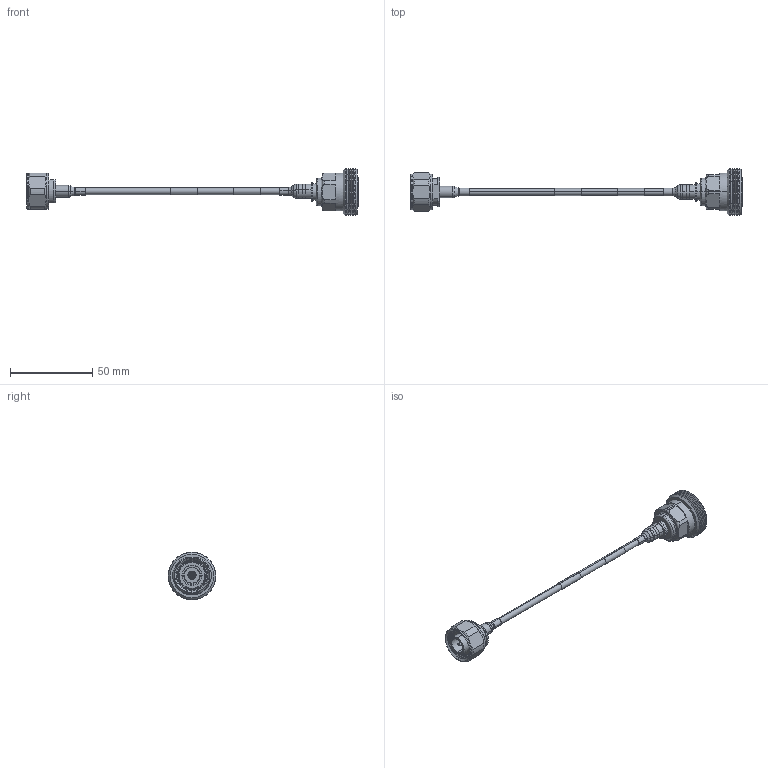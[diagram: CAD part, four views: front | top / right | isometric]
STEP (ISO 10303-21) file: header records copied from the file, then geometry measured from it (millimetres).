
FILE_DESCRIPTION (( 'STEP AP214' ), '1' );
FILE_NAME ('PE3C8285_3D.STEP', '2021-07-29T17:26:54', ( '' ), ( '' ), 'SwSTEP 2.0', 'SolidWorks 2021', '' );
FILE_SCHEMA (( 'AUTOMOTIVE_DESIGN' ));
Length unit declared in the file: inch
Products named in the file (6): PE3C8285_3D; TFT-402-MA1_1.5; TFT-402-MA1; TC-402-4195M-LP-PE; TFT-402-LF_LABEL PE+FM; TC-402-716F-LP-PE
Assembly tree (5 placements, depth 2):
  PE3C8285_3D
    TFT-402-LF_LABEL PE+FM
    TC-402-4195M-LP-PE
    TFT-402-MA1
    TFT-402-MA1_1.5
    TC-402-716F-LP-PE
Bounding box: 202.18 x 29 x 29 mm (x, y, z)
Volume: 15241.6 mm3; surface area: 14944 mm2
Topology: 9 solids, 9 shells, 389 faces, 863 edges, 517 vertices
Faces by surface type: cone 126, cylinder 111, plane 94, torus 58
Entity records: 12451 total; most frequent: CARTESIAN_POINT 3188, DIRECTION 2050, ORIENTED_EDGE 1722, AXIS2_PLACEMENT_3D 862, EDGE_CURVE 861, VERTEX_POINT 517, CIRCLE 465, EDGE_LOOP 428
